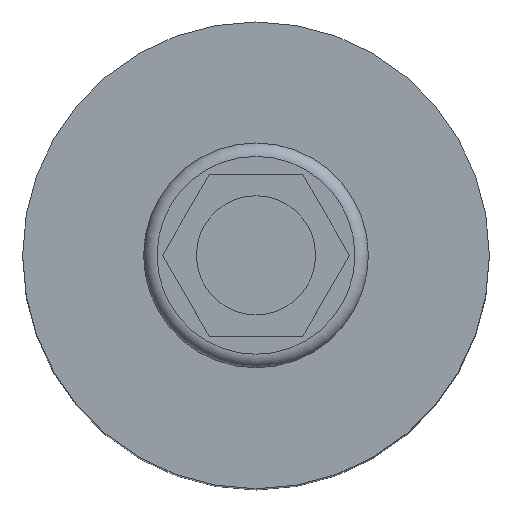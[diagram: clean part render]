
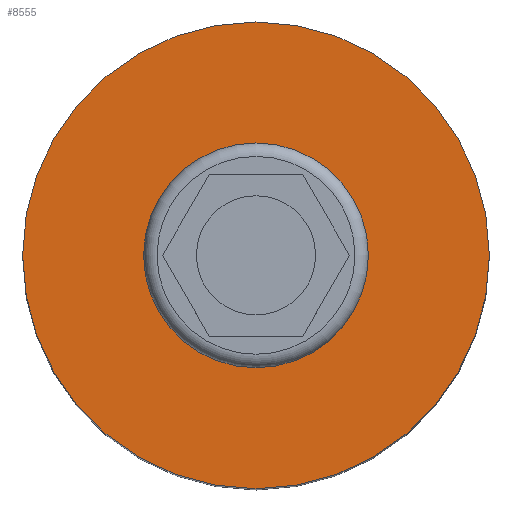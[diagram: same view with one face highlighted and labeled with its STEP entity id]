
A CAD part, top view. The second image highlights one B-rep face of the part: STEP entity #8555.
In plain terms, the highlighted planar face has unit normal (0, 0, 1).
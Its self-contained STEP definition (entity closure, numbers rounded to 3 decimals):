
#8487=CARTESIAN_POINT('',(0.,-25.,234.5));
#8488=VERTEX_POINT('',#8487);
#8489=CARTESIAN_POINT('',(0.,0.,234.5));
#8490=DIRECTION('',(0.0,0.0,-1.0));
#8491=DIRECTION('',(0.0,-1.0,0.0));
#8492=AXIS2_PLACEMENT_3D('',#8489,#8490,#8491);
#8493=CIRCLE('',#8492,25.0);
#8494=EDGE_CURVE('',#8488,#8488,#8493,.T.);
#8521=CARTESIAN_POINT('',(-51.9,0.,234.5));
#8522=VERTEX_POINT('',#8521);
#8523=CARTESIAN_POINT('',(0.,0.,234.5));
#8524=DIRECTION('',(0.0,0.0,-1.0));
#8525=DIRECTION('',(1.0,0.0,0.0));
#8526=AXIS2_PLACEMENT_3D('',#8523,#8524,#8525);
#8527=CIRCLE('',#8526,51.9);
#8528=EDGE_CURVE('',#8522,#8522,#8527,.T.);
#8544=CARTESIAN_POINT('',(0.,0.,234.5));
#8545=DIRECTION('',(0.0,0.0,-1.0));
#8546=DIRECTION('',(1.0,0.0,0.0));
#8547=AXIS2_PLACEMENT_3D('',#8544,#8545,#8546);
#8548=PLANE('',#8547);
#8549=ORIENTED_EDGE('',*,*,#8528,.F.);
#8550=EDGE_LOOP('',(#8549));
#8551=FACE_OUTER_BOUND('',#8550,.T.);
#8552=ORIENTED_EDGE('',*,*,#8494,.T.);
#8553=EDGE_LOOP('',(#8552));
#8554=FACE_BOUND('',#8553,.T.);
#8555=ADVANCED_FACE('',(#8551,#8554),#8548,.F.);
